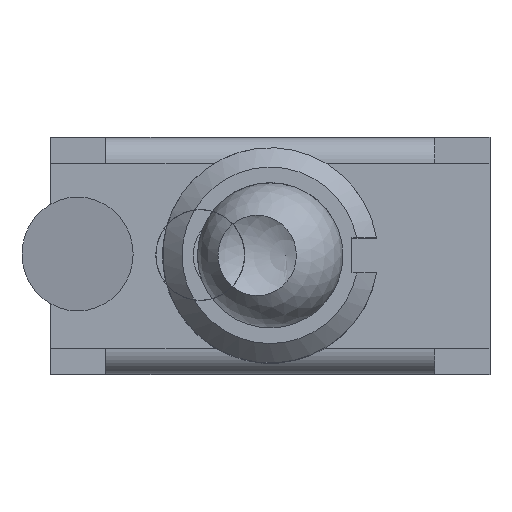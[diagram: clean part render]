
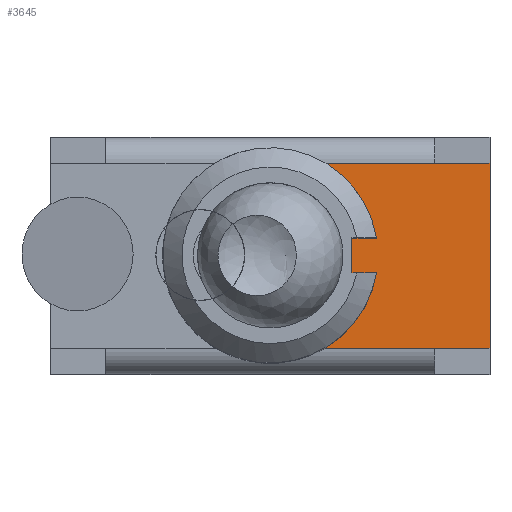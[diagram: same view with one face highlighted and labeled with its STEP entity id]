
A CAD part, top view. The second image highlights one B-rep face of the part: STEP entity #3645.
In plain terms, the highlighted planar face has unit normal (0, 0, 1).
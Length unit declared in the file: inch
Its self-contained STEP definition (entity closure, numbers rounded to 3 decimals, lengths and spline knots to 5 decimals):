
#119=PLANE('',#3988);
#431=LINE('',#5783,#831);
#434=LINE('',#5789,#834);
#436=LINE('',#5792,#836);
#442=LINE('',#5809,#842);
#443=LINE('',#5811,#843);
#444=LINE('',#5813,#844);
#445=LINE('',#5815,#845);
#446=LINE('',#5816,#846);
#831=VECTOR('',#4693,0.3937);
#834=VECTOR('',#4698,0.3937);
#836=VECTOR('',#4702,0.3937);
#842=VECTOR('',#4720,0.3937);
#843=VECTOR('',#4721,0.3937);
#844=VECTOR('',#4722,0.3937);
#845=VECTOR('',#4723,0.3937);
#846=VECTOR('',#4724,0.3937);
#1172=FACE_OUTER_BOUND('',#1403,.T.);
#1403=EDGE_LOOP('',(#2988,#2989,#2990,#2991,#2992,#2993,#2994,#2995,#2996,
#2997));
#1597=CIRCLE('',#3984,0.12244);
#1599=CIRCLE('',#3986,0.12244);
#1784=VERTEX_POINT('',#5752);
#1786=VERTEX_POINT('',#5757);
#1793=VERTEX_POINT('',#5780);
#1794=VERTEX_POINT('',#5782);
#1795=VERTEX_POINT('',#5786);
#1796=VERTEX_POINT('',#5788);
#1801=VERTEX_POINT('',#5808);
#1802=VERTEX_POINT('',#5810);
#1803=VERTEX_POINT('',#5812);
#1804=VERTEX_POINT('',#5814);
#2208=EDGE_CURVE('',#1794,#1793,#431,.T.);
#2211=EDGE_CURVE('',#1796,#1795,#434,.T.);
#2213=EDGE_CURVE('',#1795,#1794,#436,.T.);
#2214=EDGE_CURVE('',#1786,#1796,#1597,.T.);
#2216=EDGE_CURVE('',#1793,#1784,#1599,.T.);
#2222=EDGE_CURVE('',#1784,#1801,#442,.T.);
#2223=EDGE_CURVE('',#1801,#1802,#443,.T.);
#2224=EDGE_CURVE('',#1802,#1803,#444,.T.);
#2225=EDGE_CURVE('',#1804,#1803,#445,.T.);
#2226=EDGE_CURVE('',#1786,#1804,#446,.T.);
#2988=ORIENTED_EDGE('',*,*,#2214,.T.);
#2989=ORIENTED_EDGE('',*,*,#2211,.T.);
#2990=ORIENTED_EDGE('',*,*,#2213,.T.);
#2991=ORIENTED_EDGE('',*,*,#2208,.T.);
#2992=ORIENTED_EDGE('',*,*,#2216,.T.);
#2993=ORIENTED_EDGE('',*,*,#2222,.T.);
#2994=ORIENTED_EDGE('',*,*,#2223,.T.);
#2995=ORIENTED_EDGE('',*,*,#2224,.T.);
#2996=ORIENTED_EDGE('',*,*,#2225,.F.);
#2997=ORIENTED_EDGE('',*,*,#2226,.F.);
#3645=ADVANCED_FACE('',(#1172),#119,.T.);
#3984=AXIS2_PLACEMENT_3D('',#5794,#4705,#4706);
#3986=AXIS2_PLACEMENT_3D('',#5796,#4709,#4710);
#3988=AXIS2_PLACEMENT_3D('',#5807,#4718,#4719);
#4693=DIRECTION('',(1.,0.,0.));
#4698=DIRECTION('',(-1.,0.,0.));
#4702=DIRECTION('',(0.,-1.,0.));
#4705=DIRECTION('center_axis',(0.,0.,-1.));
#4706=DIRECTION('ref_axis',(0.986,0.164,0.));
#4709=DIRECTION('center_axis',(0.,0.,-1.));
#4710=DIRECTION('ref_axis',(0.986,0.164,0.));
#4718=DIRECTION('center_axis',(0.,0.,1.));
#4719=DIRECTION('ref_axis',(0.,-1.,0.));
#4720=DIRECTION('',(1.,0.,0.));
#4721=DIRECTION('',(1.,0.,0.));
#4722=DIRECTION('',(0.,1.,0.));
#4723=DIRECTION('',(1.,0.,0.));
#4724=DIRECTION('',(1.,0.,0.));
#5752=CARTESIAN_POINT('',(0.06279,-0.10512,0.35));
#5757=CARTESIAN_POINT('',(0.06279,0.10512,0.35));
#5780=CARTESIAN_POINT('',(0.12078,-0.02008,0.35));
#5782=CARTESIAN_POINT('',(0.09283,-0.02008,0.35));
#5783=CARTESIAN_POINT('',(0.04642,-0.02008,0.35));
#5786=CARTESIAN_POINT('',(0.09283,0.02008,0.35));
#5788=CARTESIAN_POINT('',(0.12078,0.02008,0.35));
#5789=CARTESIAN_POINT('',(0.06039,0.02008,0.35));
#5792=CARTESIAN_POINT('',(0.09283,0.0626,0.35));
#5794=CARTESIAN_POINT('Origin',(0.,0.,
0.35));
#5796=CARTESIAN_POINT('Origin',(0.,0.,
0.35));
#5807=CARTESIAN_POINT('Origin',(0.,0.10512,0.35));
#5808=CARTESIAN_POINT('',(0.18701,-0.10512,0.35));
#5809=CARTESIAN_POINT('',(0.,-0.10512,0.35));
#5810=CARTESIAN_POINT('',(0.25,-0.10512,0.35));
#5811=CARTESIAN_POINT('',(0.18701,-0.10512,0.35));
#5812=CARTESIAN_POINT('',(0.25,0.10512,0.35));
#5813=CARTESIAN_POINT('',(0.25,0.10512,0.35));
#5814=CARTESIAN_POINT('',(0.18701,0.10512,0.35));
#5815=CARTESIAN_POINT('',(0.18701,0.10512,0.35));
#5816=CARTESIAN_POINT('',(0.,0.10512,0.35));
